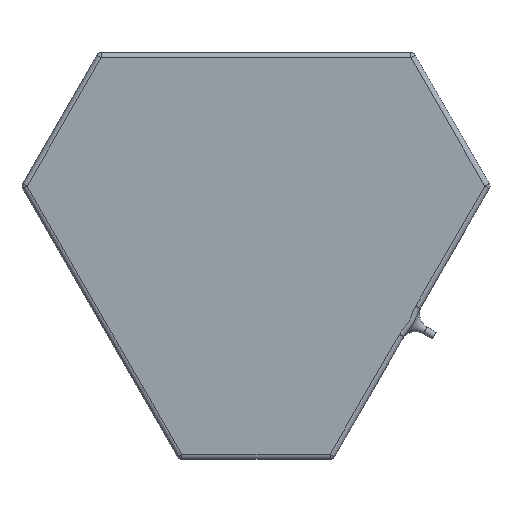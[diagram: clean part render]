
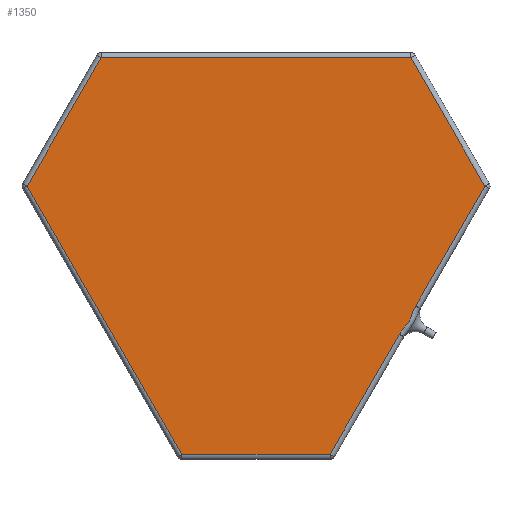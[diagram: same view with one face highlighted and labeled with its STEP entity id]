
A CAD part, front view. The second image highlights one B-rep face of the part: STEP entity #1350.
In plain terms, the highlighted planar face has unit normal (0, -1, 0).
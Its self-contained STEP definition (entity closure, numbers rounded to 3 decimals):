
#19=B_SPLINE_CURVE_WITH_KNOTS('',3,(#2378,#2379,#2380,#2381,#2382,#2383,
#2384,#2385,#2386,#2387),.UNSPECIFIED.,.F.,.F.,(4,1,1,1,1,1,1,4),(-1.281,
-1.098,-0.915,-0.732,-0.549,
-0.366,-0.183,0.),.UNSPECIFIED.);
#165=FACE_OUTER_BOUND('',#255,.T.);
#255=EDGE_LOOP('',(#1193,#1194,#1195,#1196,#1197,#1198,#1199,#1200));
#336=LINE('',#2285,#439);
#340=LINE('',#2298,#443);
#342=LINE('',#2323,#445);
#344=LINE('',#2399,#447);
#348=LINE('',#2425,#451);
#352=LINE('',#2431,#455);
#358=LINE('',#2441,#461);
#439=VECTOR('',#1840,10.);
#443=VECTOR('',#1856,10.);
#445=VECTOR('',#1886,10.);
#447=VECTOR('',#1892,10.);
#451=VECTOR('',#1924,10.);
#455=VECTOR('',#1932,10.);
#461=VECTOR('',#1946,10.);
#627=VERTEX_POINT('',#2259);
#634=VERTEX_POINT('',#2278);
#639=VERTEX_POINT('',#2294);
#644=VERTEX_POINT('',#2313);
#648=VERTEX_POINT('',#2321);
#650=VERTEX_POINT('',#2376);
#651=VERTEX_POINT('',#2405);
#656=VERTEX_POINT('',#2418);
#792=EDGE_CURVE('',#634,#627,#336,.T.);
#799=EDGE_CURVE('',#627,#639,#340,.T.);
#811=EDGE_CURVE('',#648,#634,#342,.T.);
#814=EDGE_CURVE('',#650,#648,#19,.T.);
#816=EDGE_CURVE('',#644,#650,#344,.T.);
#829=EDGE_CURVE('',#656,#644,#348,.T.);
#833=EDGE_CURVE('',#651,#656,#352,.T.);
#839=EDGE_CURVE('',#639,#651,#358,.T.);
#1193=ORIENTED_EDGE('',*,*,#792,.F.);
#1194=ORIENTED_EDGE('',*,*,#811,.F.);
#1195=ORIENTED_EDGE('',*,*,#814,.F.);
#1196=ORIENTED_EDGE('',*,*,#816,.F.);
#1197=ORIENTED_EDGE('',*,*,#829,.F.);
#1198=ORIENTED_EDGE('',*,*,#833,.F.);
#1199=ORIENTED_EDGE('',*,*,#839,.F.);
#1200=ORIENTED_EDGE('',*,*,#799,.F.);
#1263=PLANE('',#1538);
#1350=ADVANCED_FACE('',(#165),#1263,.F.);
#1538=AXIS2_PLACEMENT_3D('',#2466,#1980,#1981);
#1840=DIRECTION('',(-1.,0.,0.));
#1856=DIRECTION('',(-0.5,0.,0.866));
#1886=DIRECTION('',(-0.5,0.,-0.866));
#1892=DIRECTION('',(-0.5,0.,-0.866));
#1924=DIRECTION('',(0.5,0.,-0.866));
#1932=DIRECTION('',(1.,0.,0.));
#1946=DIRECTION('',(0.5,0.,0.866));
#1980=DIRECTION('center_axis',(0.,1.,0.));
#1981=DIRECTION('ref_axis',(-1.,0.,0.));
#2259=CARTESIAN_POINT('',(-28.911,0.,-86.458));
#2278=CARTESIAN_POINT('',(28.911,0.,-86.458));
#2285=CARTESIAN_POINT('',(15.033,0.,-86.458));
#2294=CARTESIAN_POINT('',(-89.331,0.,18.191));
#2298=CARTESIAN_POINT('',(-41.758,0.,-64.207));
#2313=CARTESIAN_POINT('',(89.331,0.,18.191));
#2321=CARTESIAN_POINT('',(55.949,0.,-39.628));
#2323=CARTESIAN_POINT('',(72.545,0.,-10.882));
#2376=CARTESIAN_POINT('',(62.293,0.,-28.639));
#2378=CARTESIAN_POINT('Ctrl Pts',(62.293,0.,
-28.639));
#2379=CARTESIAN_POINT('Ctrl Pts',(61.988,0.,
-29.167));
#2380=CARTESIAN_POINT('Ctrl Pts',(61.466,0.,
-30.275));
#2381=CARTESIAN_POINT('Ctrl Pts',(60.872,0.,
-32.005));
#2382=CARTESIAN_POINT('Ctrl Pts',(60.29,0.,
-33.744));
#2383=CARTESIAN_POINT('Ctrl Pts',(59.37,0.,
-35.342));
#2384=CARTESIAN_POINT('Ctrl Pts',(58.155,0.,
-36.715));
#2385=CARTESIAN_POINT('Ctrl Pts',(56.953,0.,
-38.095));
#2386=CARTESIAN_POINT('Ctrl Pts',(56.254,0.,
-39.099));
#2387=CARTESIAN_POINT('Ctrl Pts',(55.949,0.,-39.628));
#2399=CARTESIAN_POINT('',(72.545,0.,-10.882));
#2405=CARTESIAN_POINT('',(-60.42,0.,68.267));
#2418=CARTESIAN_POINT('',(60.42,0.,68.267));
#2425=CARTESIAN_POINT('',(69.328,0.,52.837));
#2431=CARTESIAN_POINT('',(-30.787,0.,68.267));
#2441=CARTESIAN_POINT('',(-84.361,0.,26.799));
#2466=CARTESIAN_POINT('Origin',(0.,0.,-9.096));
